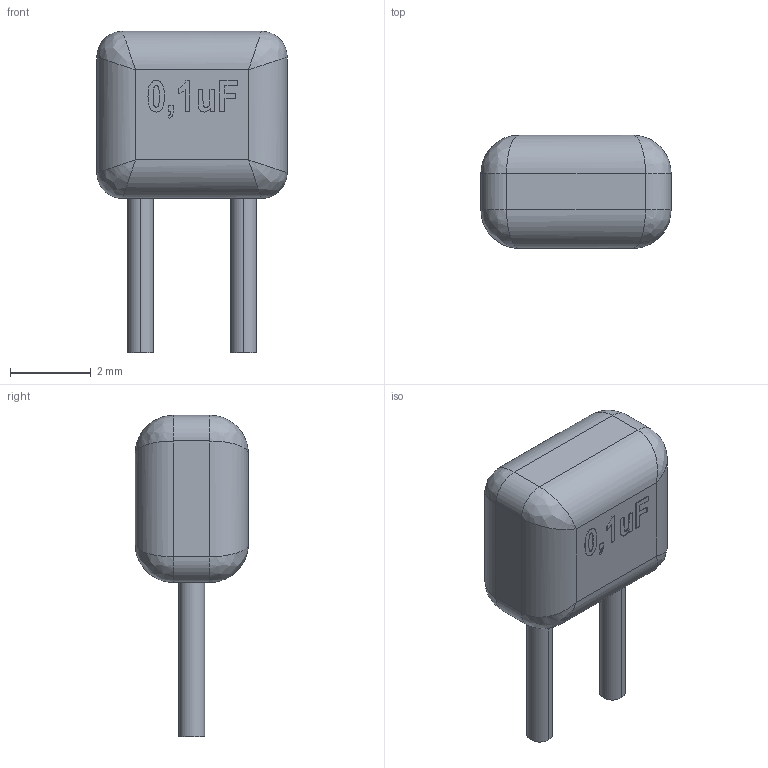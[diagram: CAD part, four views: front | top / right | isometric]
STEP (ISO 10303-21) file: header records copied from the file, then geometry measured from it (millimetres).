
FILE_DESCRIPTION(('FreeCAD Model'),'2;1');
FILE_NAME('Capacitor_100nF_2-54mm.step','2015-12-16T17:47:39',('Author'),(''), 'Open CASCADE STEP processor 6.8','FreeCAD','Unknown');
FILE_SCHEMA(('AUTOMOTIVE_DESIGN_CC2 { 1 2 10303 214 -1 1 5 4 }'));
Length unit declared in the file: millimetre
Products named in the file (2): ASSEMBLY; Scale
Assembly tree (1 placements, depth 2):
  ASSEMBLY
    Scale
Bounding box: 4.7 x 2.81 x 7.94 mm (x, y, z)
Volume: 49.7 mm3; surface area: 85.2 mm2
Topology: 1 solids, 1 shells, 83 faces, 203 edges, 122 vertices
Faces by surface type: plane 42, bspline 25, cylinder 16
Entity records: 10653 total; most frequent: CARTESIAN_POINT 6575, DIRECTION 461, ORIENTED_EDGE 390, PCURVE 390, DEFINITIONAL_REPRESENTATION 390, LINE 321, VECTOR 321, B_SPLINE_CURVE_WITH_KNOTS 248
